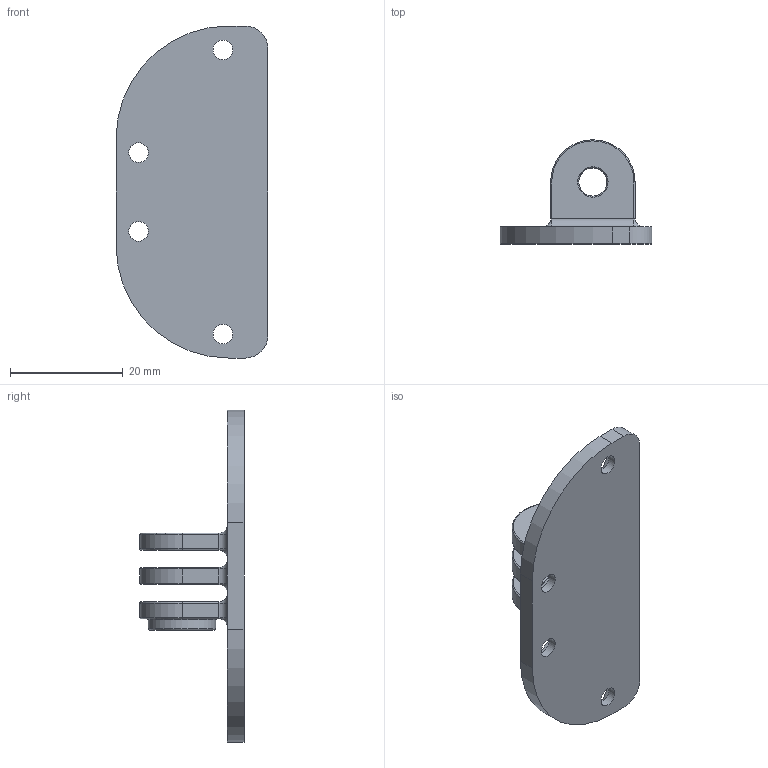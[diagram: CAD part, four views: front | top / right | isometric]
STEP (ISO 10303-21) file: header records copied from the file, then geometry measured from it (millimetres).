
FILE_DESCRIPTION(/* description */ (''),/* implementation_level */ '2;1');
FILE_NAME(/* name */ 'platform_mount.stp',/* time_stamp */ '2019-12-09T23:50:20+01:00',/* author */ ('Vadim'),/* organization */ (''),/* preprocessor_version */ 'ST-DEVELOPER v18',/* originating_system */ 'Autodesk Inventor 2020',/* authorisation */ '');
FILE_SCHEMA (('AUTOMOTIVE_DESIGN { 1 0 10303 214 3 1 1 }'));
Length unit declared in the file: millimetre
Products named in the file (1): camera_bracket_female
Bounding box: 27 x 18.5 x 59 mm (x, y, z)
Volume: 5857.5 mm3; surface area: 4920.4 mm2
Topology: 1 solids, 1 shells, 119 faces, 282 edges, 174 vertices
Faces by surface type: plane 54, cylinder 39, torus 20, cone 6
Full cylindrical faces by diameter (mm): 3.5 x4, 5 x3, 12 x1
Entity records: 3577 total; most frequent: DIRECTION 630, CARTESIAN_POINT 576, ORIENTED_EDGE 564, EDGE_CURVE 282, AXIS2_PLACEMENT_3D 228, LINE 174, VECTOR 174, VERTEX_POINT 174
